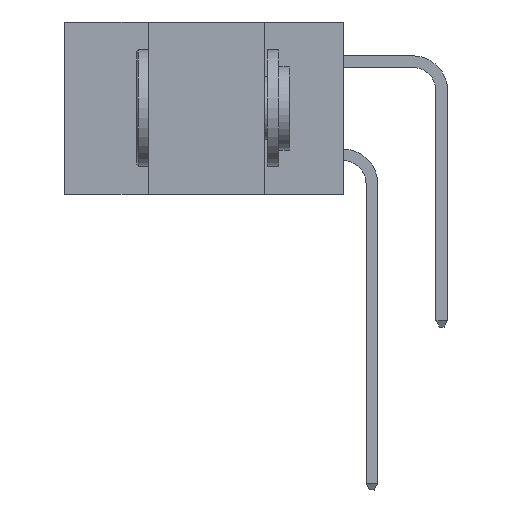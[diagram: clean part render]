
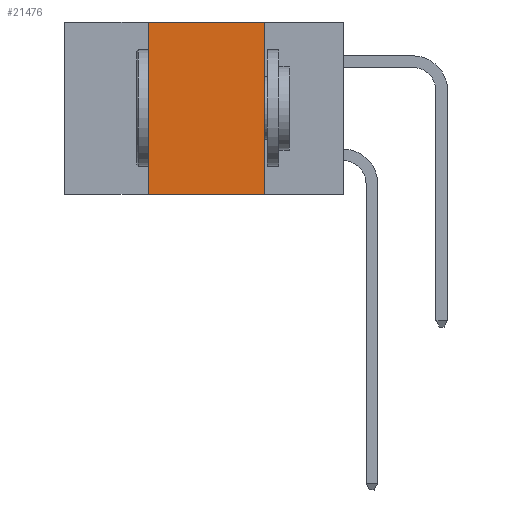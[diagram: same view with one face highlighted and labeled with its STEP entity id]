
A CAD part, left-side view. The second image highlights one B-rep face of the part: STEP entity #21476.
In plain terms, the highlighted planar face has unit normal (-1, 0, 0).
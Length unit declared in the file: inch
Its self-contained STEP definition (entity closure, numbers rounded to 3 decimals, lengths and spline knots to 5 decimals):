
#188 = DIRECTION ( 'NONE',  ( 0., 0., 1. ) ) ;
#691 = VECTOR ( 'NONE', #12236, 39.37008 ) ;
#1828 = CARTESIAN_POINT ( 'NONE',  ( 0., 0.17, 0. ) ) ;
#2395 = LINE ( 'NONE', #7574, #18481 ) ;
#2439 = VECTOR ( 'NONE', #188, 39.37008 ) ;
#2943 = VECTOR ( 'NONE', #4061, 39.37008 ) ;
#3131 = ORIENTED_EDGE ( 'NONE', *, *, #26930, .T. ) ;
#4061 = DIRECTION ( 'NONE',  ( 0., 0., -1. ) ) ;
#4343 = CARTESIAN_POINT ( 'NONE',  ( 0., 0.17, 0. ) ) ;
#5288 = VERTEX_POINT ( 'NONE', #4343 ) ;
#5560 = ORIENTED_EDGE ( 'NONE', *, *, #26665, .F. ) ;
#7009 = EDGE_CURVE ( 'NONE', #15975, #5288, #2395, .T. ) ;
#7574 = CARTESIAN_POINT ( 'NONE',  ( 0., 0.6, 0. ) ) ;
#8656 = CARTESIAN_POINT ( 'NONE',  ( 0., 0.17, -0.37 ) ) ;
#9310 = DIRECTION ( 'NONE',  ( 1., 0., 0. ) ) ;
#9790 = DIRECTION ( 'NONE',  ( 0., -1., 0. ) ) ;
#10064 = ORIENTED_EDGE ( 'NONE', *, *, #7009, .F. ) ;
#11046 = VERTEX_POINT ( 'NONE', #11740 ) ;
#11064 = ORIENTED_EDGE ( 'NONE', *, *, #21229, .F. ) ;
#11216 = CARTESIAN_POINT ( 'NONE',  ( 0., 0.42, 0. ) ) ;
#11740 = CARTESIAN_POINT ( 'NONE',  ( 0., 0.42, -0.37 ) ) ;
#12236 = DIRECTION ( 'NONE',  ( 0., -1., 0. ) ) ;
#14179 = LINE ( 'NONE', #11216, #2439 ) ;
#14303 = FACE_OUTER_BOUND ( 'NONE', #25595, .T. ) ;
#15741 = PLANE ( 'NONE',  #26511 ) ;
#15975 = VERTEX_POINT ( 'NONE', #17563 ) ;
#17563 = CARTESIAN_POINT ( 'NONE',  ( 0., 0.42, 0. ) ) ;
#18481 = VECTOR ( 'NONE', #9790, 39.37008 ) ;
#20362 = LINE ( 'NONE', #1828, #2943 ) ;
#20544 = VERTEX_POINT ( 'NONE', #8656 ) ;
#21229 = EDGE_CURVE ( 'NONE', #5288, #20544, #20362, .T. ) ;
#21476 = ADVANCED_FACE ( 'NONE', ( #14303 ), #15741, .F. ) ;
#22247 = CARTESIAN_POINT ( 'NONE',  ( 0., 0.6, 0. ) ) ;
#22559 = LINE ( 'NONE', #25119, #691 ) ;
#24410 = DIRECTION ( 'NONE',  ( 0., 0., -1. ) ) ;
#25119 = CARTESIAN_POINT ( 'NONE',  ( 0., 0.6, -0.37 ) ) ;
#25595 = EDGE_LOOP ( 'NONE', ( #11064, #10064, #5560, #3131 ) ) ;
#26511 = AXIS2_PLACEMENT_3D ( 'NONE', #22247, #9310, #24410 ) ;
#26665 = EDGE_CURVE ( 'NONE', #11046, #15975, #14179, .T. ) ;
#26930 = EDGE_CURVE ( 'NONE', #11046, #20544, #22559, .T. ) ;
